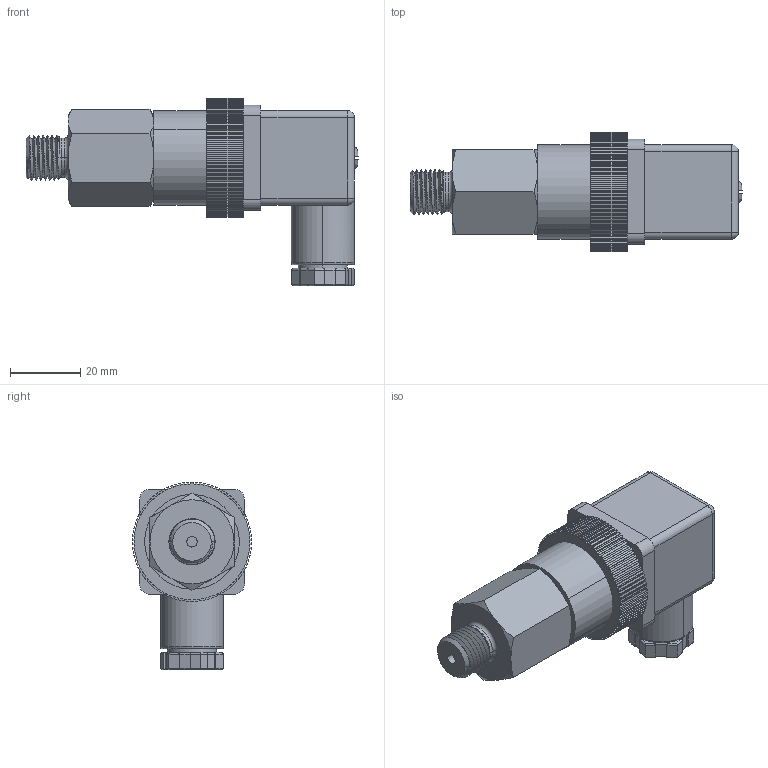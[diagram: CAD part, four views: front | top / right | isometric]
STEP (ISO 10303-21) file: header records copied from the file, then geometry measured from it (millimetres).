
FILE_DESCRIPTION (( 'STEP AP203' ), '1' );
FILE_NAME ('fc110-g14m_asm_asm.STEP', '2021-02-26T06:51:56', ( '' ), ( '' ), 'SwSTEP 2.0', 'SolidWorks 2018', '' );
FILE_SCHEMA (( 'CONFIG_CONTROL_DESIGN' ));
Length unit declared in the file: millimetre
Products named in the file (9): ARB02-2PE3PE_1.stp; PC110-01-PD-G14M-S_6.stp; FX-HSM-2020812_1.stp; fc110-g14m_asm_asm; M27X1D5-L24_1.stp; fc110-g14m_asm_asm.stp; FXHSM-ARB02-2PE3PE_ASM_1_ASM.stp; PC110-09_5.stp; FC110-G14M_ASM_2_ASM.stp
Assembly tree (8 placements, depth 5):
  fc110-g14m_asm_asm
    fc110-g14m_asm_asm.stp
      FC110-G14M_ASM_2_ASM.stp
        FXHSM-ARB02-2PE3PE_ASM_1_ASM.stp
          FX-HSM-2020812_1.stp
          ARB02-2PE3PE_1.stp
        PC110-01-PD-G14M-S_6.stp
        PC110-09_5.stp
        M27X1D5-L24_1.stp
Bounding box: 94.7 x 33.99 x 53.5 mm (x, y, z)
Volume: 58469.6 mm3; surface area: 24219.2 mm2
Topology: 5 solids, 6 shells, 811 faces, 2244 edges, 1462 vertices
Faces by surface type: plane 446, cylinder 313, cone 24, bspline 18, torus 6, sphere 4
Entity records: 31268 total; most frequent: CARTESIAN_POINT 9596, ORIENTED_EDGE 4480, DIRECTION 4180, EDGE_CURVE 2240, LINE 1468, VECTOR 1468, VERTEX_POINT 1462, AXIS2_PLACEMENT_3D 1356
